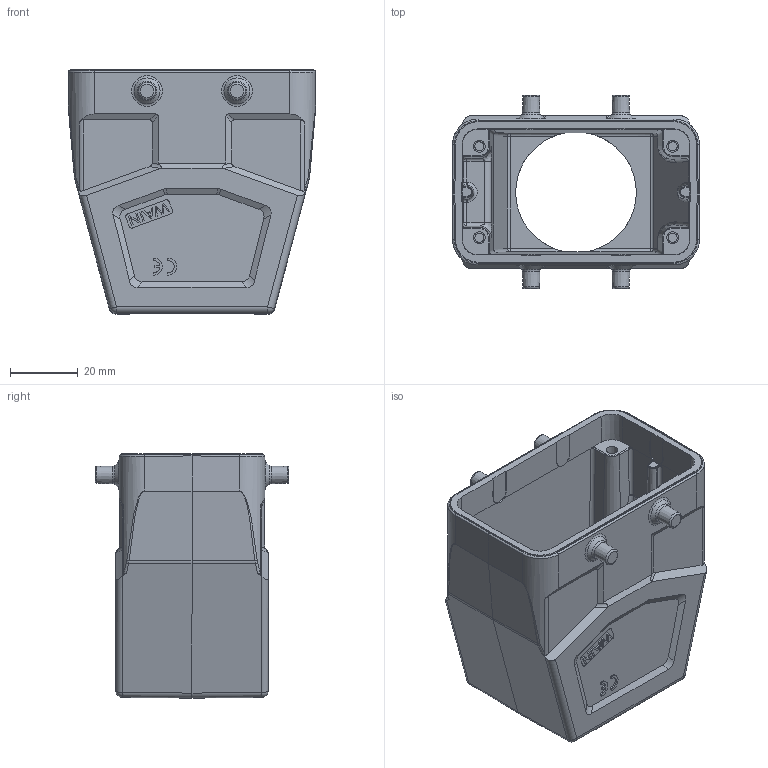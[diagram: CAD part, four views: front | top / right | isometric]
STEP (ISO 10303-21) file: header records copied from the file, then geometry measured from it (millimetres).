
FILE_DESCRIPTION(/* description */ (''),/* implementation_level */ '2;1');
FILE_NAME(/* name */ '29.stp',/* time_stamp */ '2023-12-01T15:42:44+08:00',/* author */ (''),/* organization */ (''),/* preprocessor_version */ 'ST-DEVELOPER v18.1',/* originating_system */ 'SIEMENS PLM Software NX 1980',/* authorisation */ '');
FILE_SCHEMA (('AP203_CONFIGURATION_CONTROLLED_3D_DESIGN_OF_MECHANICAL_PARTS_AND_ASSEMBLIES_MIM_LF { 1 0 10303 403 2 1 2}'));
Length unit declared in the file: millimetre
Products named in the file (1): 3D_1241104305001_WV10B-TEH-4B-M25_V1.0_stp
Bounding box: 73 x 57 x 72 mm (x, y, z)
Volume: 61422.3 mm3; surface area: 31546 mm2
Topology: 1 solids, 1 shells, 483 faces, 1229 edges, 763 vertices
Faces by surface type: plane 234, cylinder 145, bspline 31, torus 29, cone 26, sphere 18
Full cylindrical faces by diameter (mm): 2.7 x4, 3.5 x4, 35.6 x1
Entity records: 15327 total; most frequent: CARTESIAN_POINT 3877, DIRECTION 2368, ORIENTED_EDGE 2348, EDGE_CURVE 1174, AXIS2_PLACEMENT_3D 834, VERTEX_POINT 749, LINE 700, VECTOR 700
